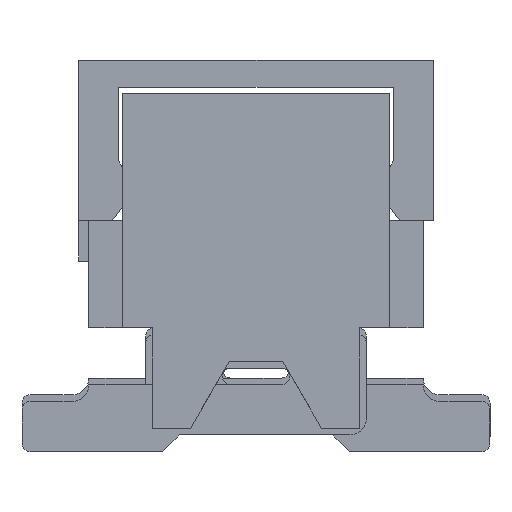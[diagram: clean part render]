
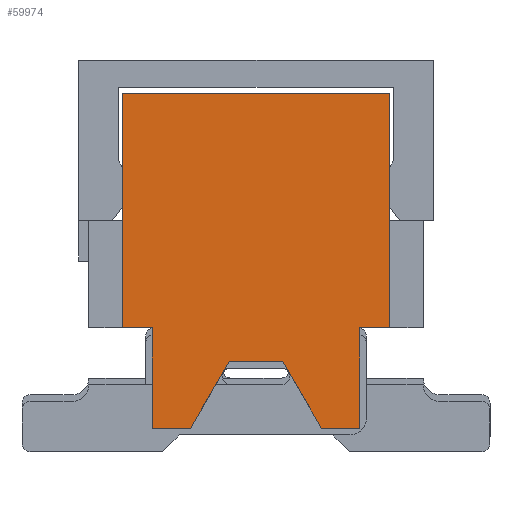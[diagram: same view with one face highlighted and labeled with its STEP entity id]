
A CAD part, left-side view. The second image highlights one B-rep face of the part: STEP entity #59974.
In plain terms, the highlighted planar face has unit normal (-1, 0, 0).
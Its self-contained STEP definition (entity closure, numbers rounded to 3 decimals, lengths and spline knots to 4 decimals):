
#12079=ORIENTED_EDGE('',*,*,#20528,.F.);
#12080=ORIENTED_EDGE('',*,*,#20524,.F.);
#12081=ORIENTED_EDGE('',*,*,#20227,.F.);
#12082=ORIENTED_EDGE('',*,*,#20230,.F.);
#12083=ORIENTED_EDGE('',*,*,#20232,.F.);
#12084=ORIENTED_EDGE('',*,*,#20234,.F.);
#12085=ORIENTED_EDGE('',*,*,#20236,.F.);
#12086=ORIENTED_EDGE('',*,*,#20238,.F.);
#12087=ORIENTED_EDGE('',*,*,#20240,.F.);
#12088=ORIENTED_EDGE('',*,*,#20391,.F.);
#12089=ORIENTED_EDGE('',*,*,#20529,.T.);
#12090=ORIENTED_EDGE('',*,*,#19757,.F.);
#12091=ORIENTED_EDGE('',*,*,#15050,.F.);
#12092=ORIENTED_EDGE('',*,*,#19785,.F.);
#15050=EDGE_CURVE('',#21571,#21572,#25829,.T.);
#19757=EDGE_CURVE('',#21572,#24785,#29618,.T.);
#19785=EDGE_CURVE('',#24805,#21571,#29646,.T.);
#20227=EDGE_CURVE('',#25031,#25032,#30088,.T.);
#20230=EDGE_CURVE('',#25033,#25031,#30091,.T.);
#20232=EDGE_CURVE('',#25034,#25033,#30093,.T.);
#20234=EDGE_CURVE('',#25035,#25034,#30095,.T.);
#20236=EDGE_CURVE('',#25036,#25035,#30097,.T.);
#20238=EDGE_CURVE('',#25037,#25036,#30099,.T.);
#20240=EDGE_CURVE('',#25038,#25037,#30101,.T.);
#20391=EDGE_CURVE('',#25121,#25038,#30252,.T.);
#20524=EDGE_CURVE('',#25032,#25192,#30385,.T.);
#20528=EDGE_CURVE('',#25192,#24805,#30389,.T.);
#20529=EDGE_CURVE('',#25121,#24785,#30390,.T.);
#21571=VERTEX_POINT('',#76553);
#21572=VERTEX_POINT('',#76554);
#24785=VERTEX_POINT('',#85807);
#24805=VERTEX_POINT('',#85856);
#25031=VERTEX_POINT('',#86719);
#25032=VERTEX_POINT('',#86721);
#25033=VERTEX_POINT('',#86725);
#25034=VERTEX_POINT('',#86729);
#25035=VERTEX_POINT('',#86733);
#25036=VERTEX_POINT('',#86737);
#25037=VERTEX_POINT('',#86741);
#25038=VERTEX_POINT('',#86745);
#25121=VERTEX_POINT('',#87027);
#25192=VERTEX_POINT('',#87232);
#25829=LINE('',#76552,#31461);
#29618=LINE('',#85806,#35250);
#29646=LINE('',#85855,#35278);
#30088=LINE('',#86720,#35720);
#30091=LINE('',#86726,#35723);
#30093=LINE('',#86730,#35725);
#30095=LINE('',#86734,#35727);
#30097=LINE('',#86738,#35729);
#30099=LINE('',#86742,#35731);
#30101=LINE('',#86746,#35733);
#30252=LINE('',#87028,#35884);
#30385=LINE('',#87231,#36017);
#30389=LINE('',#87238,#36021);
#30390=LINE('',#87239,#36022);
#31461=VECTOR('',#64311,1000.);
#35250=VECTOR('',#72602,1000.);
#35278=VECTOR('',#72632,1000.);
#35720=VECTOR('',#73466,1000.);
#35723=VECTOR('',#73471,1000.);
#35725=VECTOR('',#73475,1000.);
#35727=VECTOR('',#73479,1000.);
#35729=VECTOR('',#73483,1000.);
#35731=VECTOR('',#73487,1000.);
#35733=VECTOR('',#73491,1000.);
#35884=VECTOR('',#73738,1000.);
#36017=VECTOR('',#73871,1000.);
#36021=VECTOR('',#73877,1000.);
#36022=VECTOR('',#73878,1000.);
#38395=EDGE_LOOP('',(#12079,#12080,#12081,#12082,#12083,#12084,#12085,#12086,
#12087,#12088,#12089,#12090,#12091,#12092));
#40700=FACE_BOUND('',#38395,.T.);
#42490=PLANE('',#63122);
#59974=ADVANCED_FACE('',(#40700),#42490,.F.);
#63122=AXIS2_PLACEMENT_3D('',#87237,#73875,#73876);
#64311=DIRECTION('',(0.,-1.,0.));
#72602=DIRECTION('',(0.,0.,-1.));
#72632=DIRECTION('',(0.,0.,1.));
#73466=DIRECTION('',(0.,0.,1.));
#73471=DIRECTION('',(0.,1.,0.));
#73475=DIRECTION('',(0.,0.502,-0.865));
#73479=DIRECTION('',(0.,1.,0.));
#73483=DIRECTION('',(0.,0.502,0.865));
#73487=DIRECTION('',(0.,1.,0.));
#73491=DIRECTION('',(0.,0.,-1.));
#73738=DIRECTION('',(0.,1.,0.));
#73871=DIRECTION('',(0.,1.,0.));
#73875=DIRECTION('',(1.,0.,0.));
#73876=DIRECTION('',(0.,0.,-1.));
#73877=DIRECTION('',(0.,0.,1.));
#73878=DIRECTION('',(0.,0.,1.));
#76552=CARTESIAN_POINT('',(-15.505,2.,2.7));
#76553=CARTESIAN_POINT('',(-15.505,2.,2.7));
#76554=CARTESIAN_POINT('',(-15.505,-2.,2.7));
#85806=CARTESIAN_POINT('',(-15.505,-2.,2.7));
#85807=CARTESIAN_POINT('',(-15.505,-2.,0.8));
#85855=CARTESIAN_POINT('',(-15.505,2.,0.8));
#85856=CARTESIAN_POINT('',(-15.505,2.,0.8));
#86719=CARTESIAN_POINT('',(-15.505,1.55,-2.3));
#86720=CARTESIAN_POINT('',(-15.505,1.55,-0.8));
#86721=CARTESIAN_POINT('',(-15.505,1.55,-0.8));
#86725=CARTESIAN_POINT('',(-15.505,0.98,-2.3));
#86726=CARTESIAN_POINT('',(-15.505,0.98,-2.3));
#86729=CARTESIAN_POINT('',(-15.505,0.4,-1.3));
#86730=CARTESIAN_POINT('',(-15.505,0.4,-1.3));
#86733=CARTESIAN_POINT('',(-15.505,-0.4,-1.3));
#86734=CARTESIAN_POINT('',(-15.505,-0.4,-1.3));
#86737=CARTESIAN_POINT('',(-15.505,-0.98,-2.3));
#86738=CARTESIAN_POINT('',(-15.505,-0.98,-2.3));
#86741=CARTESIAN_POINT('',(-15.505,-1.55,-2.3));
#86742=CARTESIAN_POINT('',(-15.505,-1.55,-2.3));
#86745=CARTESIAN_POINT('',(-15.505,-1.55,-0.8));
#86746=CARTESIAN_POINT('',(-15.505,-1.55,-0.8));
#87027=CARTESIAN_POINT('',(-15.505,-2.,-0.8));
#87028=CARTESIAN_POINT('',(-15.505,-2.5,-0.8));
#87231=CARTESIAN_POINT('',(-15.505,2.5,-0.8));
#87232=CARTESIAN_POINT('',(-15.505,2.,-0.8));
#87237=CARTESIAN_POINT('',(-15.505,0.,0.));
#87238=CARTESIAN_POINT('',(-15.505,2.,-0.8));
#87239=CARTESIAN_POINT('',(-15.505,-2.,-0.8));
